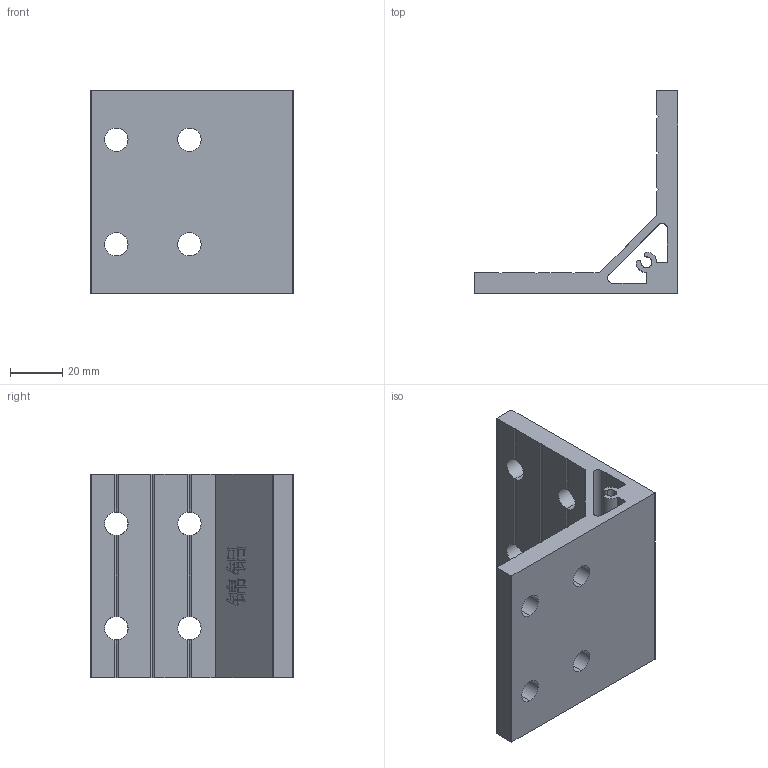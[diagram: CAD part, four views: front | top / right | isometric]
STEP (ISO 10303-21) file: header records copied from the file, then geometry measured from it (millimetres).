
FILE_DESCRIPTION (( 'STEP AP203' ), '1' );
FILE_NAME ('7878-8-8080-78MM.STEP', '2019-07-25T08:35:50', ( '微软用户' ), ( '微软中国' ), 'SwSTEP 2.0', 'SolidWorks 2015', '' );
FILE_SCHEMA (( 'CONFIG_CONTROL_DESIGN' ));
Length unit declared in the file: millimetre
Products named in the file (1): 7878-8-8080-78MM
Bounding box: 78 x 78 x 78 mm (x, y, z)
Volume: 88119.4 mm3; surface area: 34139.7 mm2
Topology: 1 solids, 1 shells, 239 faces, 696 edges, 460 vertices
Faces by surface type: plane 174, cylinder 37, bspline 28
Entity records: 8813 total; most frequent: CARTESIAN_POINT 2612, ORIENTED_EDGE 1392, DIRECTION 1102, EDGE_CURVE 696, VECTOR 530, LINE 530, VERTEX_POINT 460, AXIS2_PLACEMENT_3D 286
